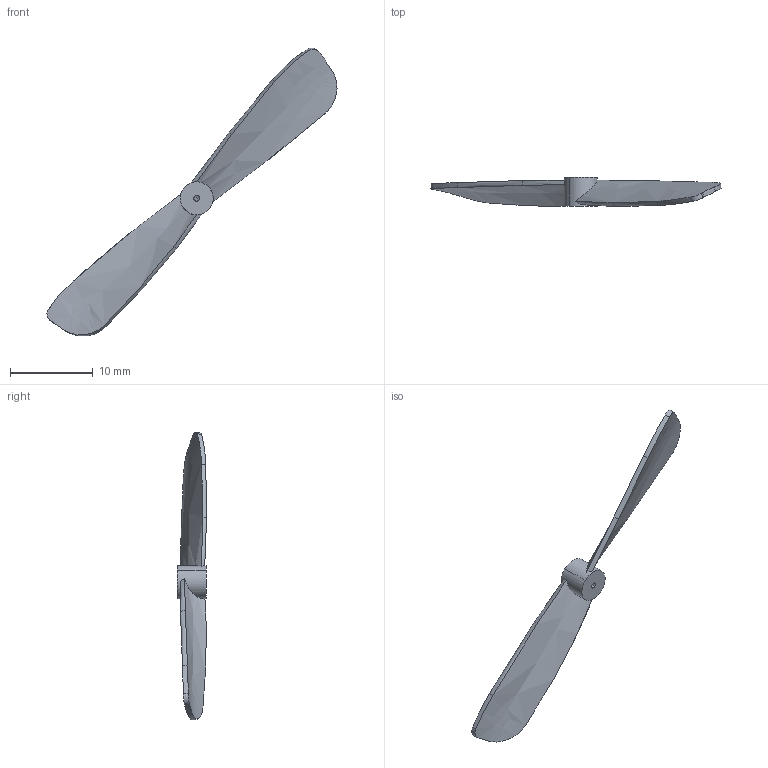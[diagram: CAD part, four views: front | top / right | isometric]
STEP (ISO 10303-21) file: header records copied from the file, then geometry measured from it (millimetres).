
FILE_DESCRIPTION(('FreeCAD Model'),'2;1');
FILE_NAME('Propeller mockup.stp', '2013-02-18T22:44:20',('FreeCAD'),('FreeCAD'), 'Open CASCADE STEP processor 6.3','FreeCAD','Unknown');
FILE_SCHEMA(('AUTOMOTIVE_DESIGN_CC2 { 1 2 10303 214 -1 1 5 4 }'));
Length unit declared in the file: millimetre
Products named in the file (1): Open CASCADE STEP translator 6.3 1
Bounding box: 35.1 x 3.52 x 34.86 mm (x, y, z)
Volume: 198.4 mm3; surface area: 646.5 mm2
Topology: 1 solids, 1 shells, 38 faces, 96 edges, 64 vertices
Faces by surface type: bspline 30, cylinder 6, plane 2
Entity records: 9002 total; most frequent: CARTESIAN_POINT 7609, B_SPLINE_CURVE_WITH_KNOTS 250, ORIENTED_EDGE 192, PCURVE 192, DEFINITIONAL_REPRESENTATION 192, EDGE_CURVE 96, SURFACE_CURVE 96, VERTEX_POINT 64
